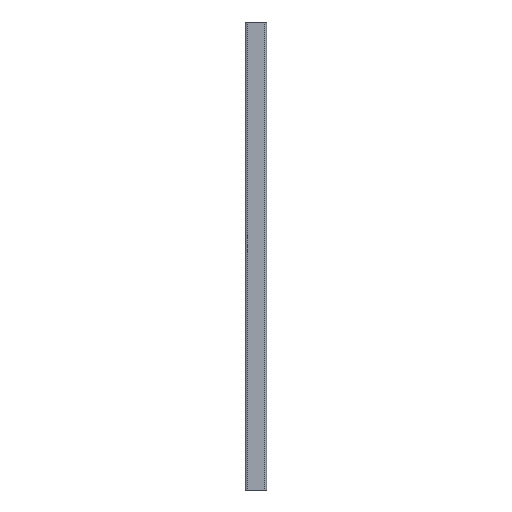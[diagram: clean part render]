
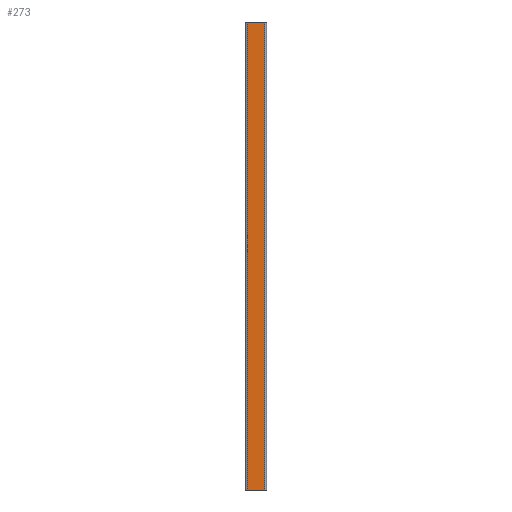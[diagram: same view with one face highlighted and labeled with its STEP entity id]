
A CAD part, front view. The second image highlights one B-rep face of the part: STEP entity #273.
In plain terms, the highlighted planar face has unit normal (0, -1, 0).
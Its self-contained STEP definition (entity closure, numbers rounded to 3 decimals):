
#58 = EDGE_CURVE ( 'NONE', #295, #131, #692, .T. ) ;
#64 = ORIENTED_EDGE ( 'NONE', *, *, #248, .T. ) ;
#102 = ORIENTED_EDGE ( 'NONE', *, *, #105, .F. ) ;
#103 = EDGE_CURVE ( 'NONE', #295, #255, #907, .T. ) ;
#105 = EDGE_CURVE ( 'NONE', #255, #257, #904, .T. ) ;
#131 = VERTEX_POINT ( 'NONE', #756 ) ;
#205 = ORIENTED_EDGE ( 'NONE', *, *, #103, .F. ) ;
#237 = ORIENTED_EDGE ( 'NONE', *, *, #58, .T. ) ;
#248 = EDGE_CURVE ( 'NONE', #131, #257, #1066, .T. ) ;
#255 = VERTEX_POINT ( 'NONE', #1032 ) ;
#257 = VERTEX_POINT ( 'NONE', #988 ) ;
#273 = ADVANCED_FACE ( 'NONE', ( #1126 ), #1128, .F. ) ;
#275 = EDGE_LOOP ( 'NONE', ( #64, #102, #205, #237 ) ) ;
#295 = VERTEX_POINT ( 'NONE', #1177 ) ;
#689 = DIRECTION ( 'NONE',  ( 0., 0., -1. ) ) ;
#690 = VECTOR ( 'NONE', #689, 1000. ) ;
#691 = CARTESIAN_POINT ( 'NONE',  ( -30082.147, -24856.896, 500. ) ) ;
#692 = LINE ( 'NONE', #691, #690 ) ;
#756 = CARTESIAN_POINT ( 'NONE',  ( -30082.147, -24856.896, 0. ) ) ;
#888 = DIRECTION ( 'NONE',  ( 0., 0., -1. ) ) ;
#889 = VECTOR ( 'NONE', #888, 1000. ) ;
#890 = CARTESIAN_POINT ( 'NONE',  ( -30063.647, -24856.896, 500. ) ) ;
#901 = DIRECTION ( 'NONE',  ( 1., 0., 0. ) ) ;
#902 = VECTOR ( 'NONE', #901, 1000. ) ;
#903 = CARTESIAN_POINT ( 'NONE',  ( -30082.147, -24856.896, 500. ) ) ;
#904 = LINE ( 'NONE', #890, #889 ) ;
#907 = LINE ( 'NONE', #903, #902 ) ;
#988 = CARTESIAN_POINT ( 'NONE',  ( -30063.647, -24856.896, 0. ) ) ;
#1032 = CARTESIAN_POINT ( 'NONE',  ( -30063.647, -24856.896, 500. ) ) ;
#1063 = DIRECTION ( 'NONE',  ( 1., 0., 0. ) ) ;
#1064 = VECTOR ( 'NONE', #1063, 1000. ) ;
#1065 = CARTESIAN_POINT ( 'NONE',  ( -30082.147, -24856.896, 0. ) ) ;
#1066 = LINE ( 'NONE', #1065, #1064 ) ;
#1117 = AXIS2_PLACEMENT_3D ( 'NONE', #1284, #1283, #1282 ) ;
#1126 = FACE_OUTER_BOUND ( 'NONE', #275, .T. ) ;
#1128 = PLANE ( 'NONE',  #1117 ) ;
#1177 = CARTESIAN_POINT ( 'NONE',  ( -30082.147, -24856.896, 500. ) ) ;
#1282 = DIRECTION ( 'NONE',  ( -1., 0., 0. ) ) ;
#1283 = DIRECTION ( 'NONE',  ( 0., 1., 0. ) ) ;
#1284 = CARTESIAN_POINT ( 'NONE',  ( -30082.147, -24856.896, 500. ) ) ;
